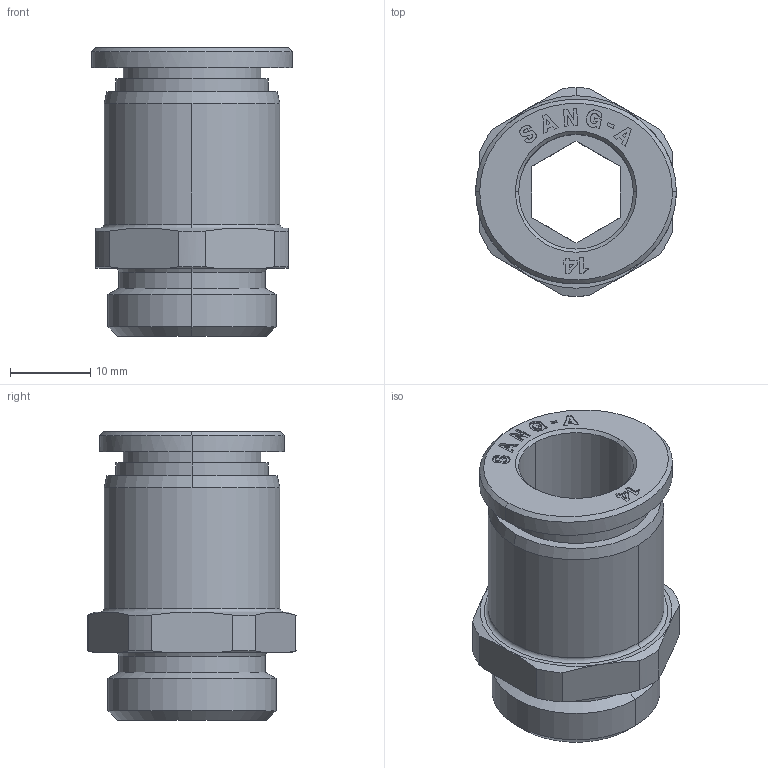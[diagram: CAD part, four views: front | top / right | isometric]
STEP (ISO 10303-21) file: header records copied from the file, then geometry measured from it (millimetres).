
FILE_DESCRIPTION (( 'STEP AP214' ), '1' );
FILE_NAME ('PC14-G04.stp', '2015-10-22T14:07:09', ( '' ), ( '' ), 'SwSTEP 2.0', 'SolidWorks 2015', '' );
FILE_SCHEMA (( 'AUTOMOTIVE_DESIGN' ));
Length unit declared in the file: millimetre
Products named in the file (2): ｦ+ﾃｦ1; PC14-G04
Assembly tree (1 placements, depth 2):
  PC14-G04
    ｦ+ﾃｦ1
Bounding box: 25 x 26 x 36 mm (x, y, z)
Volume: 7934.1 mm3; surface area: 5306.6 mm2
Topology: 1 solids, 1 shells, 213 faces, 554 edges, 361 vertices
Faces by surface type: plane 122, bspline 30, cone 30, cylinder 29, torus 2
Entity records: 8304 total; most frequent: CARTESIAN_POINT 2561, ORIENTED_EDGE 1108, DIRECTION 925, EDGE_CURVE 554, VERTEX_POINT 361, LINE 361, VECTOR 361, AXIS2_PLACEMENT_3D 282
